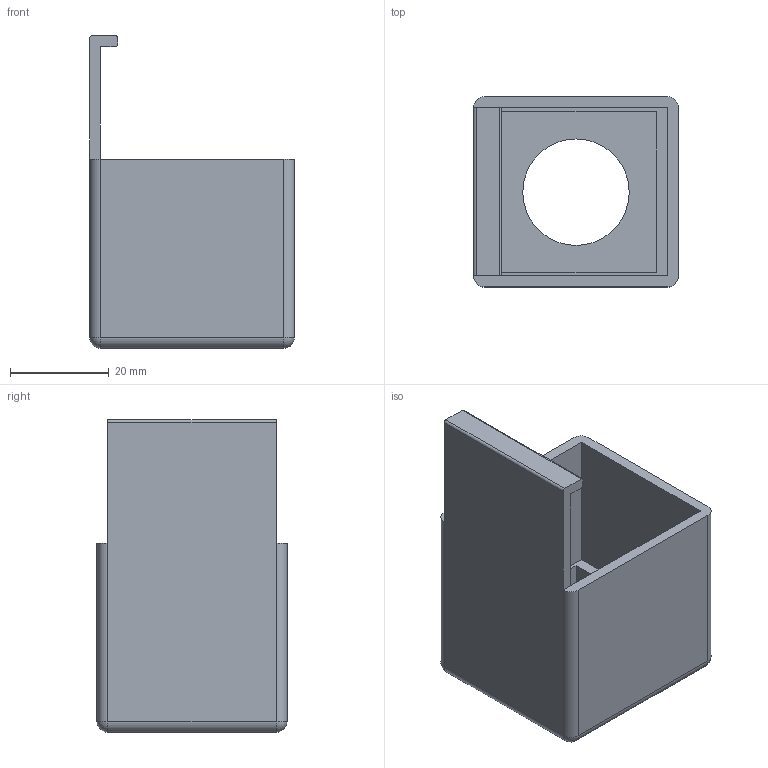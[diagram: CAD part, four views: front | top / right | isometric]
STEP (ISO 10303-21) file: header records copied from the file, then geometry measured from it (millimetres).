
FILE_DESCRIPTION(('FreeCAD Model'),'2;1');
FILE_NAME('Open CASCADE Shape Model','2024-11-13T11:16:32',('Author'),( ''),'Open CASCADE STEP processor 7.7','FreeCAD','Unknown');
FILE_SCHEMA(('AUTOMOTIVE_DESIGN { 1 0 10303 214 1 1 1 1 }'));
Length unit declared in the file: millimetre
Products named in the file (1): SnapFitPad
Bounding box: 41.4 x 38.4 x 63.12 mm (x, y, z)
Volume: 17902.8 mm3; surface area: 15457.5 mm2
Topology: 1 solids, 1 shells, 37 faces, 86 edges, 52 vertices
Faces by surface type: plane 21, cylinder 12, sphere 4
Full cylindrical faces by diameter (mm): 21.5 x1
Entity records: 1062 total; most frequent: DIRECTION 186, CARTESIAN_POINT 176, ORIENTED_EDGE 172, EDGE_CURVE 86, AXIS2_PLACEMENT_3D 62, LINE 62, VECTOR 62, VERTEX_POINT 52
